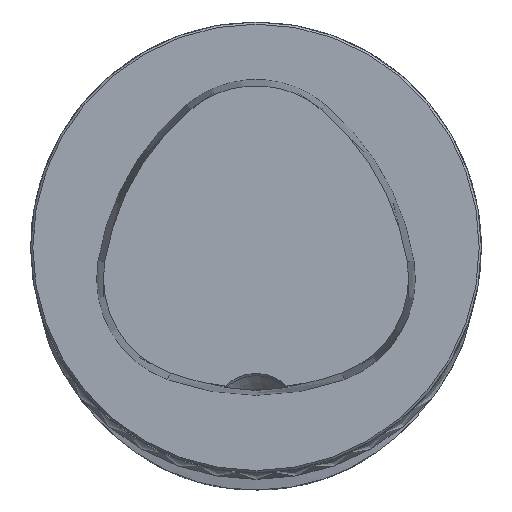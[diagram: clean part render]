
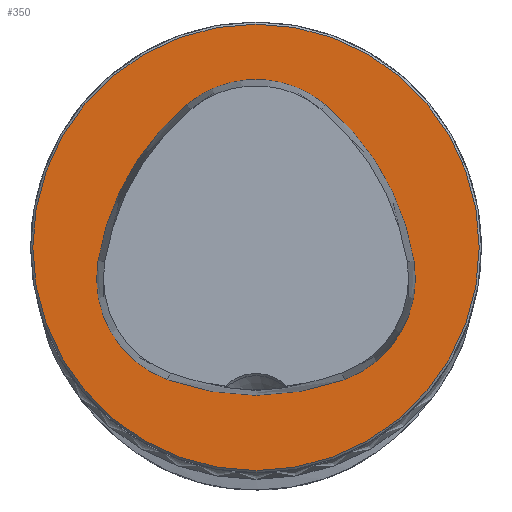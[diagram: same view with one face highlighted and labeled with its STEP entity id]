
A CAD part, top view. The second image highlights one B-rep face of the part: STEP entity #350.
In plain terms, the highlighted planar face has unit normal (0, 0, 1).
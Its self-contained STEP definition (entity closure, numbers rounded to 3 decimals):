
#122=FACE_BOUND('',#670,.T.);
#123=FACE_BOUND('',#671,.T.);
#295=CIRCLE('',#2478,36.075);
#297=CIRCLE('',#2481,36.075);
#298=CIRCLE('',#2482,15.075);
#299=CIRCLE('',#2483,36.075);
#300=CIRCLE('',#2484,15.075);
#301=CIRCLE('',#2485,15.075);
#302=CIRCLE('',#2486,31.2);
#350=ADVANCED_FACE('CU_E_LO_SU_1',(#122,#123),#476,.T.);
#476=PLANE('',#2487);
#670=EDGE_LOOP('',(#991,#992,#993,#994,#995,#996));
#671=EDGE_LOOP('',(#997));
#991=ORIENTED_EDGE('',*,*,#1851,.F.);
#992=ORIENTED_EDGE('',*,*,#1852,.F.);
#993=ORIENTED_EDGE('',*,*,#1853,.F.);
#994=ORIENTED_EDGE('',*,*,#1854,.F.);
#995=ORIENTED_EDGE('',*,*,#1848,.F.);
#996=ORIENTED_EDGE('',*,*,#1855,.F.);
#997=ORIENTED_EDGE('',*,*,#1856,.T.);
#1616=VERTEX_POINT('',#3909);
#1617=VERTEX_POINT('',#3911);
#1619=VERTEX_POINT('',#3917);
#1620=VERTEX_POINT('',#3918);
#1621=VERTEX_POINT('',#3920);
#1622=VERTEX_POINT('',#3922);
#1623=VERTEX_POINT('',#3926);
#1848=EDGE_CURVE('',#1616,#1617,#295,.T.);
#1851=EDGE_CURVE('',#1619,#1620,#297,.T.);
#1852=EDGE_CURVE('',#1621,#1619,#298,.T.);
#1853=EDGE_CURVE('',#1622,#1621,#299,.T.);
#1854=EDGE_CURVE('',#1617,#1622,#300,.T.);
#1855=EDGE_CURVE('',#1620,#1616,#301,.T.);
#1856=EDGE_CURVE('',#1623,#1623,#302,.T.);
#2478=AXIS2_PLACEMENT_3D('',#3910,#2797,#2798);
#2481=AXIS2_PLACEMENT_3D('',#3916,#2804,#2805);
#2482=AXIS2_PLACEMENT_3D('',#3919,#2806,#2807);
#2483=AXIS2_PLACEMENT_3D('',#3921,#2808,#2809);
#2484=AXIS2_PLACEMENT_3D('',#3923,#2810,#2811);
#2485=AXIS2_PLACEMENT_3D('',#3924,#2812,#2813);
#2486=AXIS2_PLACEMENT_3D('',#3925,#2814,#2815);
#2487=AXIS2_PLACEMENT_3D('',#3927,#2816,#2817);
#2797=DIRECTION('',(0.,0.,1.));
#2798=DIRECTION('',(1.,0.,0.));
#2804=DIRECTION('',(0.,0.,1.));
#2805=DIRECTION('',(1.,0.,0.));
#2806=DIRECTION('',(0.,0.,1.));
#2807=DIRECTION('',(1.,0.,0.));
#2808=DIRECTION('',(0.,0.,1.));
#2809=DIRECTION('',(1.,0.,0.));
#2810=DIRECTION('',(0.,0.,1.));
#2811=DIRECTION('',(1.,0.,0.));
#2812=DIRECTION('',(0.,0.,1.));
#2813=DIRECTION('',(1.,0.,0.));
#2814=DIRECTION('',(0.,0.,1.));
#2815=DIRECTION('',(1.,0.,0.));
#2816=DIRECTION('',(0.,0.,1.));
#2817=DIRECTION('',(1.,0.,0.));
#3909=CARTESIAN_POINT('',(-12.368,-18.489,0.));
#3910=CARTESIAN_POINT('',(0.,15.4,0.));
#3911=CARTESIAN_POINT('',(12.368,-18.489,0.));
#3916=CARTESIAN_POINT('',(13.535,-7.656,0.));
#3917=CARTESIAN_POINT('',(-9.716,19.927,0.));
#3918=CARTESIAN_POINT('',(-22.084,-1.937,0.));
#3919=CARTESIAN_POINT('',(0.,8.4,0.));
#3920=CARTESIAN_POINT('',(9.716,19.927,0.));
#3921=CARTESIAN_POINT('',(-13.535,-7.656,0.));
#3922=CARTESIAN_POINT('',(22.084,-1.937,0.));
#3923=CARTESIAN_POINT('',(7.2,-4.327,0.));
#3924=CARTESIAN_POINT('',(-7.2,-4.327,0.));
#3925=CARTESIAN_POINT('',(0.,0.,0.));
#3926=CARTESIAN_POINT('',(31.2,0.,0.));
#3927=CARTESIAN_POINT('',(0.,0.,0.));
